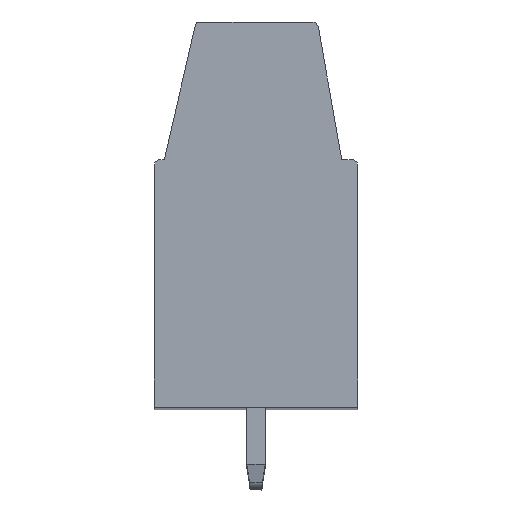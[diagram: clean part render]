
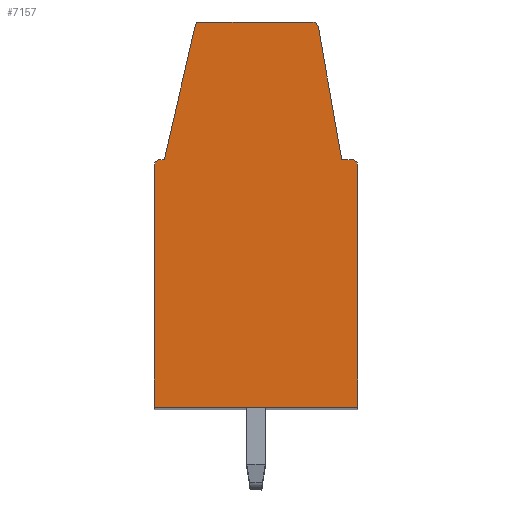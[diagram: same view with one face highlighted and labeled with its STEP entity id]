
A CAD part, top view. The second image highlights one B-rep face of the part: STEP entity #7157.
In plain terms, the highlighted planar face has unit normal (0, 0, 1).
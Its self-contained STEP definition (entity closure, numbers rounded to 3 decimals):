
#24=DIRECTION('',(0.225,0.974,0.));
#25=VECTOR('',#24,5.999);
#26=CARTESIAN_POINT('',(-4.,3.55,67.5));
#27=LINE('',#26,#25);
#28=CARTESIAN_POINT('',(-2.456,9.35,67.5));
#29=DIRECTION('',(0.,0.,-1.));
#30=DIRECTION('',(-0.974,0.225,0.));
#31=AXIS2_PLACEMENT_3D('',#28,#29,#30);
#33=DIRECTION('',(1.,0.,0.));
#34=VECTOR('',#33,4.886);
#35=CARTESIAN_POINT('',(-2.456,9.55,67.5));
#36=LINE('',#35,#34);
#37=CARTESIAN_POINT('',(2.43,9.25,67.5));
#38=DIRECTION('',(0.,0.,-1.));
#39=DIRECTION('',(0.,1.,0.));
#40=AXIS2_PLACEMENT_3D('',#37,#38,#39);
#42=DIRECTION('',(0.174,-0.985,0.));
#43=VECTOR('',#42,5.841);
#44=CARTESIAN_POINT('',(2.726,9.302,67.5));
#45=LINE('',#44,#43);
#46=DIRECTION('',(1.,0.,0.));
#47=VECTOR('',#46,0.41);
#48=CARTESIAN_POINT('',(3.74,3.55,67.5));
#49=LINE('',#48,#47);
#50=CARTESIAN_POINT('',(4.15,3.25,67.5));
#51=DIRECTION('',(0.,0.,-1.));
#52=DIRECTION('',(0.,1.,0.));
#53=AXIS2_PLACEMENT_3D('',#50,#51,#52);
#55=DIRECTION('',(0.,-1.,0.));
#56=VECTOR('',#55,10.5);
#57=CARTESIAN_POINT('',(4.45,3.25,67.5));
#58=LINE('',#57,#56);
#59=DIRECTION('',(-1.,0.,0.));
#60=VECTOR('',#59,8.9);
#61=CARTESIAN_POINT('',(4.45,-7.25,67.5));
#62=LINE('',#61,#60);
#63=DIRECTION('',(0.,1.,0.));
#64=VECTOR('',#63,10.5);
#65=CARTESIAN_POINT('',(-4.45,-7.25,67.5));
#66=LINE('',#65,#64);
#67=CARTESIAN_POINT('',(-4.15,3.25,67.5));
#68=DIRECTION('',(0.,0.,-1.));
#69=DIRECTION('',(-1.,0.,0.));
#70=AXIS2_PLACEMENT_3D('',#67,#68,#69);
#72=DIRECTION('',(1.,0.,0.));
#73=VECTOR('',#72,0.15);
#74=CARTESIAN_POINT('',(-4.15,3.55,67.5));
#75=LINE('',#74,#73);
#5720=CARTESIAN_POINT('',(-4.,3.55,67.5));
#5721=CARTESIAN_POINT('',(-2.651,9.395,67.5));
#5722=VERTEX_POINT('',#5720);
#5723=VERTEX_POINT('',#5721);
#5724=CARTESIAN_POINT('',(-4.15,3.55,67.5));
#5725=VERTEX_POINT('',#5724);
#5726=CARTESIAN_POINT('',(-4.45,3.25,67.5));
#5727=VERTEX_POINT('',#5726);
#5728=CARTESIAN_POINT('',(-4.45,-7.25,67.5));
#5729=VERTEX_POINT('',#5728);
#5730=CARTESIAN_POINT('',(4.45,-7.25,67.5));
#5731=VERTEX_POINT('',#5730);
#5732=CARTESIAN_POINT('',(4.45,3.25,67.5));
#5733=VERTEX_POINT('',#5732);
#5734=CARTESIAN_POINT('',(4.15,3.55,67.5));
#5735=VERTEX_POINT('',#5734);
#5736=CARTESIAN_POINT('',(3.74,3.55,67.5));
#5737=VERTEX_POINT('',#5736);
#5738=CARTESIAN_POINT('',(2.726,9.302,67.5));
#5739=VERTEX_POINT('',#5738);
#5740=CARTESIAN_POINT('',(2.43,9.55,67.5));
#5741=VERTEX_POINT('',#5740);
#5742=CARTESIAN_POINT('',(-2.456,9.55,67.5));
#5743=VERTEX_POINT('',#5742);
#7126=CARTESIAN_POINT('',(0.,0.,67.5));
#7127=DIRECTION('',(0.,0.,1.));
#7128=DIRECTION('',(1.,0.,0.));
#7129=AXIS2_PLACEMENT_3D('',#7126,#7127,#7128);
#7130=PLANE('',#7129);
#7132=ORIENTED_EDGE('',*,*,#7131,.T.);
#7134=ORIENTED_EDGE('',*,*,#7133,.T.);
#7136=ORIENTED_EDGE('',*,*,#7135,.T.);
#7138=ORIENTED_EDGE('',*,*,#7137,.T.);
#7140=ORIENTED_EDGE('',*,*,#7139,.T.);
#7142=ORIENTED_EDGE('',*,*,#7141,.T.);
#7144=ORIENTED_EDGE('',*,*,#7143,.T.);
#7146=ORIENTED_EDGE('',*,*,#7145,.T.);
#7148=ORIENTED_EDGE('',*,*,#7147,.T.);
#7150=ORIENTED_EDGE('',*,*,#7149,.T.);
#7152=ORIENTED_EDGE('',*,*,#7151,.T.);
#7154=ORIENTED_EDGE('',*,*,#7153,.T.);
#7155=EDGE_LOOP('',(#7132,#7134,#7136,#7138,#7140,#7142,#7144,#7146,#7148,#7150,
#7152,#7154));
#7156=FACE_OUTER_BOUND('',#7155,.F.);
#32=CIRCLE('',#31,0.2);
#41=CIRCLE('',#40,0.3);
#54=CIRCLE('',#53,0.3);
#71=CIRCLE('',#70,0.3);
#7131=EDGE_CURVE('',#5722,#5723,#27,.T.);
#7133=EDGE_CURVE('',#5723,#5743,#32,.T.);
#7135=EDGE_CURVE('',#5743,#5741,#36,.T.);
#7137=EDGE_CURVE('',#5741,#5739,#41,.T.);
#7139=EDGE_CURVE('',#5739,#5737,#45,.T.);
#7141=EDGE_CURVE('',#5737,#5735,#49,.T.);
#7143=EDGE_CURVE('',#5735,#5733,#54,.T.);
#7145=EDGE_CURVE('',#5733,#5731,#58,.T.);
#7147=EDGE_CURVE('',#5731,#5729,#62,.T.);
#7149=EDGE_CURVE('',#5729,#5727,#66,.T.);
#7151=EDGE_CURVE('',#5727,#5725,#71,.T.);
#7153=EDGE_CURVE('',#5725,#5722,#75,.T.);
#7157=ADVANCED_FACE('',(#7156),#7130,.T.);
